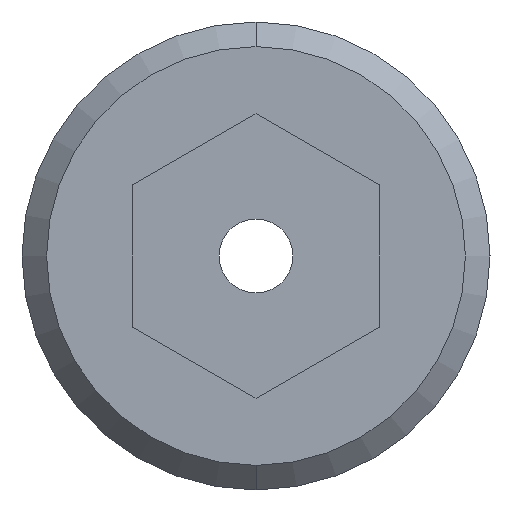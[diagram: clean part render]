
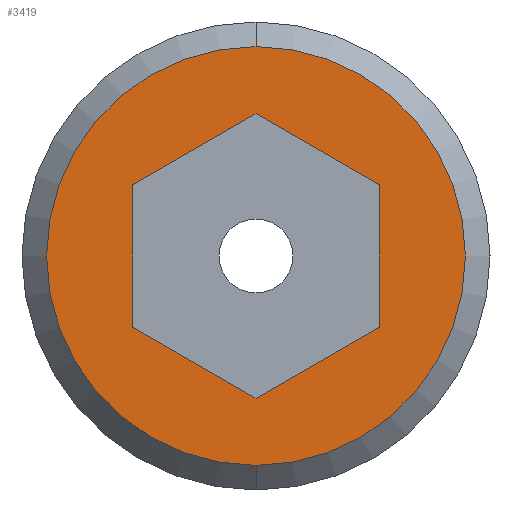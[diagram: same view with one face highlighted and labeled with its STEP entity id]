
A CAD part, left-side view. The second image highlights one B-rep face of the part: STEP entity #3419.
In plain terms, the highlighted planar face has unit normal (-1, 0, 0).
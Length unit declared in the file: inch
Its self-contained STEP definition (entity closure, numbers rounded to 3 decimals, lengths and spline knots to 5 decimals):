
#1478=CARTESIAN_POINT('',(-0.162,0.,0.));
#1479=DIRECTION('',(-1.,0.,0.));
#1480=DIRECTION('',(0.,1.,0.));
#1481=AXIS2_PLACEMENT_3D('',#1478,#1479,#1480);
#1496=DIRECTION('',(0.,0.5,0.866));
#1497=VECTOR('',#1496,0.08083);
#1498=CARTESIAN_POINT('',(-0.162,0.04041,-0.07));
#1499=LINE('',#1498,#1497);
#1500=DIRECTION('',(0.,1.,0.));
#1501=VECTOR('',#1500,0.08083);
#1502=CARTESIAN_POINT('',(-0.162,-0.04041,-0.07));
#1503=LINE('',#1502,#1501);
#1504=DIRECTION('',(0.,0.5,-0.866));
#1505=VECTOR('',#1504,0.08083);
#1506=CARTESIAN_POINT('',(-0.162,-0.08083,0.));
#1507=LINE('',#1506,#1505);
#1508=DIRECTION('',(0.,-0.5,-0.866));
#1509=VECTOR('',#1508,0.08083);
#1510=CARTESIAN_POINT('',(-0.162,-0.04041,0.07));
#1511=LINE('',#1510,#1509);
#1512=DIRECTION('',(0.,-1.,0.));
#1513=VECTOR('',#1512,0.08083);
#1514=CARTESIAN_POINT('',(-0.162,0.04041,0.07));
#1515=LINE('',#1514,#1513);
#1516=DIRECTION('',(0.,-0.5,0.866));
#1517=VECTOR('',#1516,0.08083);
#1518=CARTESIAN_POINT('',(-0.162,0.08083,0.));
#1519=LINE('',#1518,#1517);
#1520=CARTESIAN_POINT('',(-0.162,0.,0.));
#1521=DIRECTION('',(1.,0.,0.));
#1522=DIRECTION('',(0.,1.,0.));
#1523=AXIS2_PLACEMENT_3D('',#1520,#1521,#1522);
#1644=CARTESIAN_POINT('',(-0.162,0.119,0.));
#1645=CARTESIAN_POINT('',(-0.162,-0.119,0.));
#1646=VERTEX_POINT('',#1644);
#1647=VERTEX_POINT('',#1645);
#1664=CARTESIAN_POINT('',(-0.162,0.04041,-0.07));
#1665=CARTESIAN_POINT('',(-0.162,0.08083,0.));
#1666=VERTEX_POINT('',#1664);
#1667=VERTEX_POINT('',#1665);
#1668=CARTESIAN_POINT('',(-0.162,-0.04041,-0.07));
#1669=VERTEX_POINT('',#1668);
#1670=CARTESIAN_POINT('',(-0.162,-0.08083,0.));
#1671=VERTEX_POINT('',#1670);
#1672=CARTESIAN_POINT('',(-0.162,-0.04041,0.07));
#1673=VERTEX_POINT('',#1672);
#1674=CARTESIAN_POINT('',(-0.162,0.04041,0.07));
#1675=VERTEX_POINT('',#1674);
#3395=CARTESIAN_POINT('',(-0.162,0.,0.));
#3396=DIRECTION('',(1.,0.,0.));
#3397=DIRECTION('',(0.,-1.,0.));
#3398=AXIS2_PLACEMENT_3D('',#3395,#3396,#3397);
#3399=PLANE('',#3398);
#3400=ORIENTED_EDGE('',*,*,#3385,.F.);
#3402=ORIENTED_EDGE('',*,*,#3401,.T.);
#3403=EDGE_LOOP('',(#3400,#3402));
#3404=FACE_OUTER_BOUND('',#3403,.F.);
#3406=ORIENTED_EDGE('',*,*,#3405,.F.);
#3408=ORIENTED_EDGE('',*,*,#3407,.F.);
#3410=ORIENTED_EDGE('',*,*,#3409,.F.);
#3412=ORIENTED_EDGE('',*,*,#3411,.F.);
#3414=ORIENTED_EDGE('',*,*,#3413,.F.);
#3416=ORIENTED_EDGE('',*,*,#3415,.F.);
#3417=EDGE_LOOP('',(#3406,#3408,#3410,#3412,#3414,#3416));
#3418=FACE_BOUND('',#3417,.F.);
#1482=CIRCLE('',#1481,0.119);
#1524=CIRCLE('',#1523,0.119);
#3385=EDGE_CURVE('',#1646,#1647,#1482,.T.);
#3401=EDGE_CURVE('',#1646,#1647,#1524,.T.);
#3405=EDGE_CURVE('',#1666,#1667,#1499,.T.);
#3407=EDGE_CURVE('',#1669,#1666,#1503,.T.);
#3409=EDGE_CURVE('',#1671,#1669,#1507,.T.);
#3411=EDGE_CURVE('',#1673,#1671,#1511,.T.);
#3413=EDGE_CURVE('',#1675,#1673,#1515,.T.);
#3415=EDGE_CURVE('',#1667,#1675,#1519,.T.);
#3419=ADVANCED_FACE('',(#3404,#3418),#3399,.F.);
